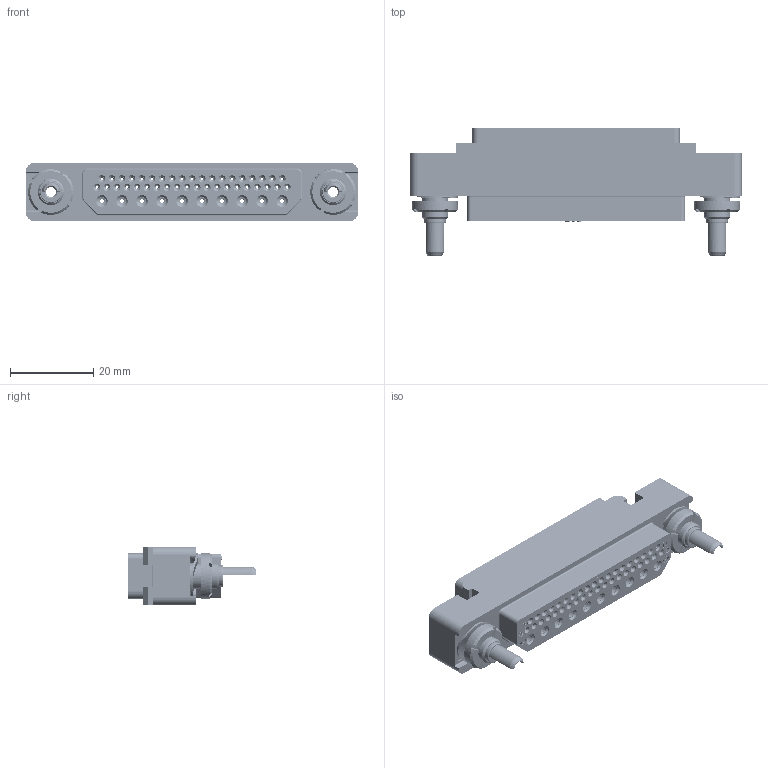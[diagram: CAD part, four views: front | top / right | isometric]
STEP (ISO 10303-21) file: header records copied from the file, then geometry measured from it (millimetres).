
FILE_DESCRIPTION((''),'2;1');
FILE_NAME('1900ND13S1B00A','2019-10-29T',('presta_be4'),(''),'CREO PARAMETRIC BY PTC INC, 2018360','CREO PARAMETRIC BY PTC INC, 2018360','');
FILE_SCHEMA(('CONFIG_CONTROL_DESIGN'));
Products named in the file (1): 1900ND13S1B00A
Bounding box: 80 x 30.77 x 14 mm (x, y, z)
Volume: 13438.8 mm3; surface area: 14798.6 mm2
Topology: 4 solids, 4 shells, 5408 faces, 12654 edges, 7602 vertices
Faces by surface type: plane 1759, cylinder 1398, torus 1204, cone 875, extrusion 166, bspline 6
Entity records: 162127 total; most frequent: CARTESIAN_POINT 35003, DIRECTION 28435, ORIENTED_EDGE 25300, EDGE_CURVE 12650, AXIS2_PLACEMENT_3D 10948, VERTEX_POINT 7602, VECTOR 6539, LINE 6373
